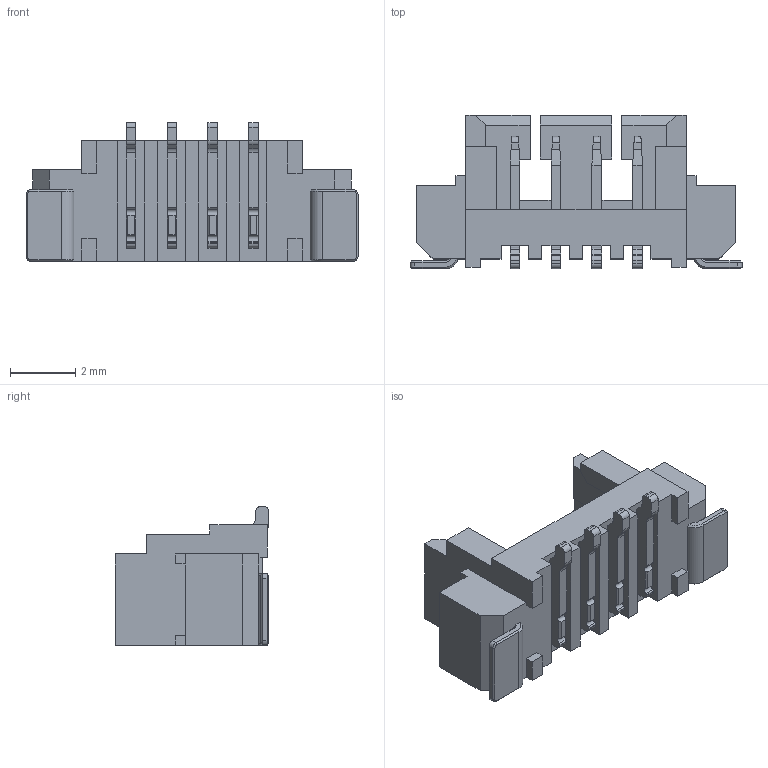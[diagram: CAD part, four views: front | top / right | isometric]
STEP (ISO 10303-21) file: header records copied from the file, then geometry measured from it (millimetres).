
FILE_DESCRIPTION (( 'STEP AP203' ), '1' );
FILE_NAME ('10114828-XXX04LF(20200601)La.STEP', '2020-06-01T10:52:59', ( '' ), ( '' ), 'SwSTEP 2.0', 'SolidWorks 2016', '' );
FILE_SCHEMA (( 'CONFIG_CONTROL_DESIGN' ));
Length unit declared in the file: millimetre
Products named in the file (1): 10114828-XXX04LF(20200601)La
Bounding box: 10.16 x 4.7 x 4.25 mm (x, y, z)
Volume: 69.7 mm3; surface area: 253.6 mm2
Topology: 1 solids, 1 shells, 327 faces, 921 edges, 600 vertices
Faces by surface type: plane 231, cylinder 80, cone 16
Entity records: 10552 total; most frequent: CARTESIAN_POINT 1981, ORIENTED_EDGE 1842, DIRECTION 1697, EDGE_CURVE 921, LINE 721, VECTOR 721, VERTEX_POINT 600, AXIS2_PLACEMENT_3D 488
